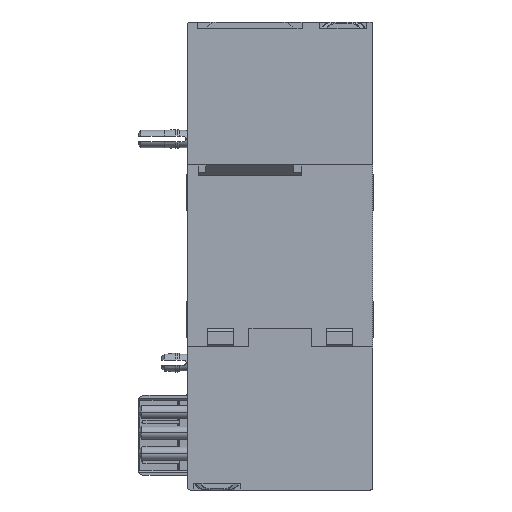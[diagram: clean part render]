
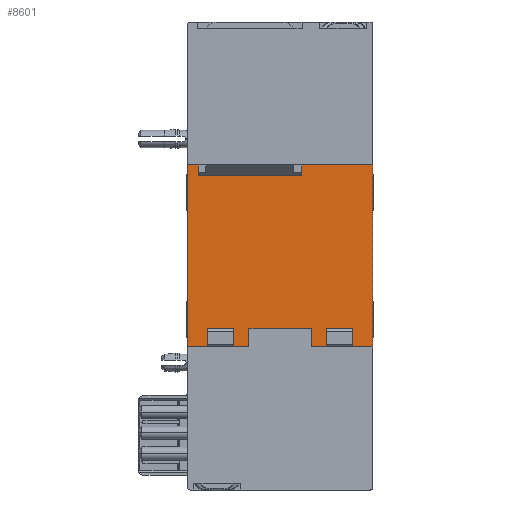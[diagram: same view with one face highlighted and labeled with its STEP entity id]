
A CAD part, front view. The second image highlights one B-rep face of the part: STEP entity #8601.
In plain terms, the highlighted planar face has unit normal (0, -1, 0).
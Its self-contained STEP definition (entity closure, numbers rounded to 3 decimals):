
#1=DIRECTION('',(1.,0.,0.));
#2=VECTOR('',#1,35.6);
#3=CARTESIAN_POINT('',(-17.8,0.,17.5));
#4=LINE('',#3,#2);
#5=DIRECTION('',(-1.,0.,0.));
#6=VECTOR('',#5,3.8);
#7=CARTESIAN_POINT('',(17.8,0.,-17.5));
#8=LINE('',#7,#6);
#9=DIRECTION('',(0.,0.,1.));
#10=VECTOR('',#9,3.5);
#11=CARTESIAN_POINT('',(14.,0.,-17.5));
#12=LINE('',#11,#10);
#13=DIRECTION('',(0.,0.,-1.));
#14=VECTOR('',#13,3.5);
#15=CARTESIAN_POINT('',(9.,0.,-14.));
#16=LINE('',#15,#14);
#17=DIRECTION('',(0.,0.,1.));
#18=VECTOR('',#17,3.5);
#19=CARTESIAN_POINT('',(-9.,0.,-17.5));
#20=LINE('',#19,#18);
#21=DIRECTION('',(0.,0.,-1.));
#22=VECTOR('',#21,3.5);
#23=CARTESIAN_POINT('',(-14.,0.,-14.));
#24=LINE('',#23,#22);
#25=DIRECTION('',(-1.,0.,0.));
#26=VECTOR('',#25,3.8);
#27=CARTESIAN_POINT('',(-14.,0.,-17.5));
#28=LINE('',#27,#26);
#41=DIRECTION('',(0.,0.,-1.));
#42=VECTOR('',#41,35.);
#43=CARTESIAN_POINT('',(-17.8,0.,17.5));
#44=LINE('',#43,#42);
#179=DIRECTION('',(0.,0.,-1.));
#180=VECTOR('',#179,35.);
#181=CARTESIAN_POINT('',(17.8,0.,17.5));
#182=LINE('',#181,#180);
#1853=DIRECTION('',(1.,0.,0.));
#1854=VECTOR('',#1853,18.);
#1855=CARTESIAN_POINT('',(-9.,0.,-17.5));
#1856=LINE('',#1855,#1854);
#1913=DIRECTION('',(-1.,0.,0.));
#1914=VECTOR('',#1913,5.);
#1915=CARTESIAN_POINT('',(-9.,0.,-14.));
#1916=LINE('',#1915,#1914);
#1953=DIRECTION('',(-1.,0.,0.));
#1954=VECTOR('',#1953,5.);
#1955=CARTESIAN_POINT('',(14.,0.,-14.));
#1956=LINE('',#1955,#1954);
#7405=CARTESIAN_POINT('',(14.,0.,-14.));
#7406=CARTESIAN_POINT('',(9.,0.,-14.));
#7407=VERTEX_POINT('',#7405);
#7408=VERTEX_POINT('',#7406);
#7417=CARTESIAN_POINT('',(-9.,0.,-14.));
#7418=CARTESIAN_POINT('',(-14.,0.,-14.));
#7419=VERTEX_POINT('',#7417);
#7420=VERTEX_POINT('',#7418);
#8157=CARTESIAN_POINT('',(-17.8,0.,17.5));
#8159=VERTEX_POINT('',#8157);
#8160=CARTESIAN_POINT('',(-17.8,0.,-17.5));
#8161=VERTEX_POINT('',#8160);
#8165=CARTESIAN_POINT('',(17.8,0.,17.5));
#8167=VERTEX_POINT('',#8165);
#8168=CARTESIAN_POINT('',(17.8,0.,-17.5));
#8169=VERTEX_POINT('',#8168);
#8348=CARTESIAN_POINT('',(14.,0.,-17.5));
#8349=CARTESIAN_POINT('',(9.,0.,-17.5));
#8350=VERTEX_POINT('',#8348);
#8351=VERTEX_POINT('',#8349);
#8352=CARTESIAN_POINT('',(-9.,0.,-17.5));
#8353=CARTESIAN_POINT('',(-14.,0.,-17.5));
#8354=VERTEX_POINT('',#8352);
#8355=VERTEX_POINT('',#8353);
#8570=CARTESIAN_POINT('',(0.,0.,0.));
#8571=DIRECTION('',(0.,1.,0.));
#8572=DIRECTION('',(-1.,0.,0.));
#8573=AXIS2_PLACEMENT_3D('',#8570,#8571,#8572);
#8574=PLANE('',#8573);
#8576=ORIENTED_EDGE('',*,*,#8575,.T.);
#8578=ORIENTED_EDGE('',*,*,#8577,.T.);
#8580=ORIENTED_EDGE('',*,*,#8579,.T.);
#8582=ORIENTED_EDGE('',*,*,#8581,.T.);
#8584=ORIENTED_EDGE('',*,*,#8583,.T.);
#8586=ORIENTED_EDGE('',*,*,#8585,.T.);
#8588=ORIENTED_EDGE('',*,*,#8587,.F.);
#8590=ORIENTED_EDGE('',*,*,#8589,.T.);
#8592=ORIENTED_EDGE('',*,*,#8591,.T.);
#8594=ORIENTED_EDGE('',*,*,#8593,.T.);
#8596=ORIENTED_EDGE('',*,*,#8595,.T.);
#8598=ORIENTED_EDGE('',*,*,#8597,.F.);
#8599=EDGE_LOOP('',(#8576,#8578,#8580,#8582,#8584,#8586,#8588,#8590,#8592,#8594,
#8596,#8598));
#8600=FACE_OUTER_BOUND('',#8599,.F.);
#8601=ADVANCED_FACE('',(#8600),#8574,.F.);
#8575=EDGE_CURVE('',#8159,#8167,#4,.T.);
#8577=EDGE_CURVE('',#8167,#8169,#182,.T.);
#8579=EDGE_CURVE('',#8169,#8350,#8,.T.);
#8581=EDGE_CURVE('',#8350,#7407,#12,.T.);
#8583=EDGE_CURVE('',#7407,#7408,#1956,.T.);
#8585=EDGE_CURVE('',#7408,#8351,#16,.T.);
#8587=EDGE_CURVE('',#8354,#8351,#1856,.T.);
#8589=EDGE_CURVE('',#8354,#7419,#20,.T.);
#8591=EDGE_CURVE('',#7419,#7420,#1916,.T.);
#8593=EDGE_CURVE('',#7420,#8355,#24,.T.);
#8595=EDGE_CURVE('',#8355,#8161,#28,.T.);
#8597=EDGE_CURVE('',#8159,#8161,#44,.T.);
